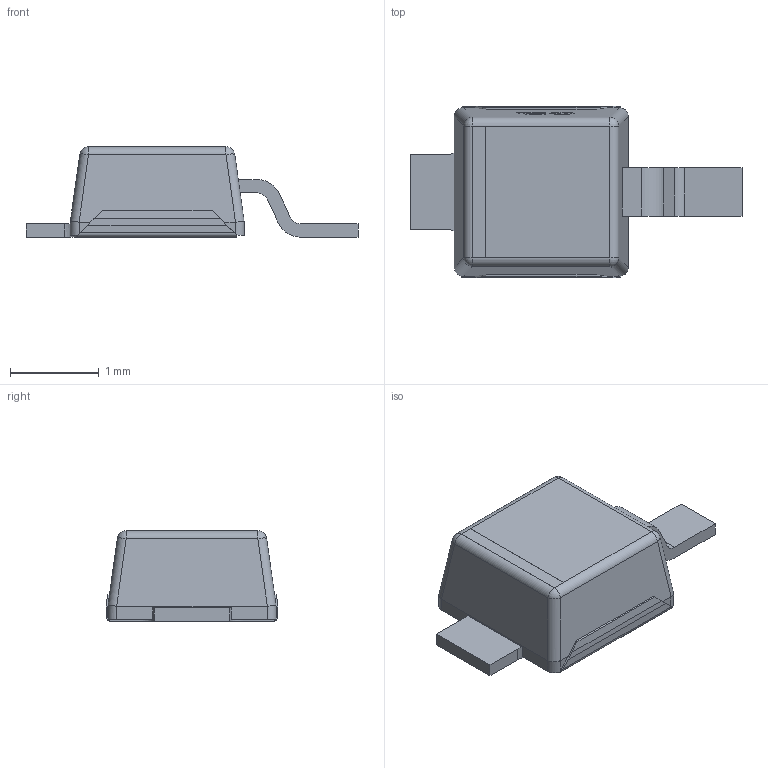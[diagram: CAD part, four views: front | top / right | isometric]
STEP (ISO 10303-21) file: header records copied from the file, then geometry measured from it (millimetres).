
FILE_DESCRIPTION (( 'STEP AP214' ), '1' );
FILE_NAME ('錨璃60.STEP', '2022-09-08T12:22:12', ( '' ), ( '' ), 'SwSTEP 2.0', 'SolidWorks 2020', '' );
FILE_SCHEMA (( 'AUTOMOTIVE_DESIGN' ));
Length unit declared in the file: millimetre
Products named in the file (1): 錨璃60
Bounding box: 3.75 x 1.94 x 1.02 mm (x, y, z)
Volume: 3.6 mm3; surface area: 17.1 mm2
Topology: 1 solids, 1 shells, 296 faces, 802 edges, 528 vertices
Faces by surface type: plane 172, bspline 98, cylinder 22, sphere 4
Entity records: 13022 total; most frequent: CARTESIAN_POINT 3005, ORIENTED_EDGE 1604, DIRECTION 1010, EDGE_CURVE 802, LINE 544, VECTOR 544, VERTEX_POINT 528, EDGE_LOOP 316
